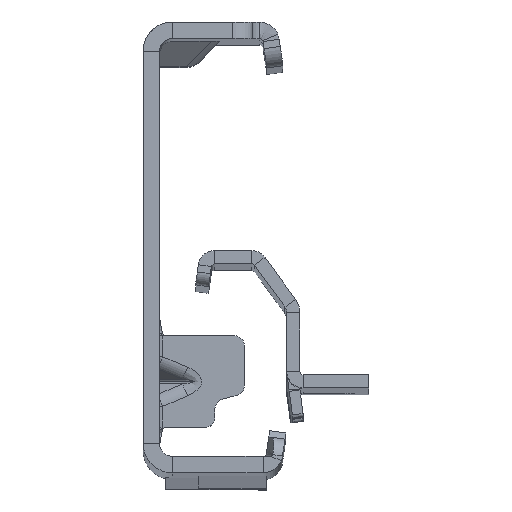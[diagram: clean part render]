
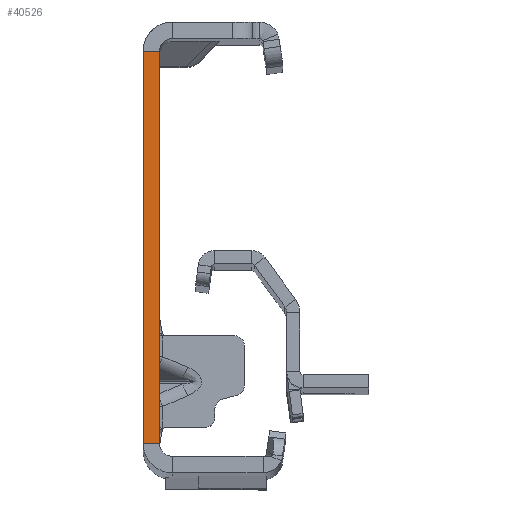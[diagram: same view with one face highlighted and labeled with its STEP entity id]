
A CAD part, top view. The second image highlights one B-rep face of the part: STEP entity #40526.
In plain terms, the highlighted planar face has unit normal (0, 0, 1).
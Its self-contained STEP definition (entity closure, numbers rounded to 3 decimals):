
#2188 = LINE ( 'NONE', #25690, #40068 ) ;
#2596 = DIRECTION ( 'NONE',  ( 0., -1., 0. ) ) ;
#3230 = VERTEX_POINT ( 'NONE', #39542 ) ;
#4897 = DIRECTION ( 'NONE',  ( -1., 0., 0. ) ) ;
#5845 = VERTEX_POINT ( 'NONE', #43900 ) ;
#6232 = EDGE_CURVE ( 'NONE', #5845, #3230, #39714, .T. ) ;
#6888 = VERTEX_POINT ( 'NONE', #33465 ) ;
#8006 = CARTESIAN_POINT ( 'NONE',  ( -2.5, -32., 0. ) ) ;
#10407 = LINE ( 'NONE', #18245, #10761 ) ;
#10761 = VECTOR ( 'NONE', #2596, 1000. ) ;
#12028 = FACE_OUTER_BOUND ( 'NONE', #22673, .T. ) ;
#13820 = VECTOR ( 'NONE', #4897, 1000. ) ;
#18245 = CARTESIAN_POINT ( 'NONE',  ( 0., -32., 0. ) ) ;
#19868 = PLANE ( 'NONE',  #31752 ) ;
#22673 = EDGE_LOOP ( 'NONE', ( #45568, #37920, #43191, #32823 ) ) ;
#23680 = DIRECTION ( 'NONE',  ( 0., 0., 1. ) ) ;
#25690 = CARTESIAN_POINT ( 'NONE',  ( -2.5, -32., 0. ) ) ;
#29248 = DIRECTION ( 'NONE',  ( 0., -1., 0. ) ) ;
#31752 = AXIS2_PLACEMENT_3D ( 'NONE', #8006, #23680, #46160 ) ;
#32153 = CARTESIAN_POINT ( 'NONE',  ( 0., 30., 0. ) ) ;
#32823 = ORIENTED_EDGE ( 'NONE', *, *, #39446, .F. ) ;
#32841 = CARTESIAN_POINT ( 'NONE',  ( 0., -30., 0. ) ) ;
#33160 = EDGE_CURVE ( 'NONE', #3230, #6888, #2188, .T. ) ;
#33465 = CARTESIAN_POINT ( 'NONE',  ( -2.5, -30., 0. ) ) ;
#33587 = VERTEX_POINT ( 'NONE', #34950 ) ;
#34042 = VECTOR ( 'NONE', #35867, 1000. ) ;
#34950 = CARTESIAN_POINT ( 'NONE',  ( 0., -30., 0. ) ) ;
#35867 = DIRECTION ( 'NONE',  ( -1., 0., 0. ) ) ;
#37920 = ORIENTED_EDGE ( 'NONE', *, *, #6232, .T. ) ;
#39446 = EDGE_CURVE ( 'NONE', #33587, #6888, #43978, .T. ) ;
#39542 = CARTESIAN_POINT ( 'NONE',  ( -2.5, 30., 0. ) ) ;
#39714 = LINE ( 'NONE', #32153, #13820 ) ;
#40068 = VECTOR ( 'NONE', #29248, 1000. ) ;
#40526 = ADVANCED_FACE ( 'NONE', ( #12028 ), #19868, .T. ) ;
#43191 = ORIENTED_EDGE ( 'NONE', *, *, #33160, .T. ) ;
#43900 = CARTESIAN_POINT ( 'NONE',  ( 0., 30., 0. ) ) ;
#43978 = LINE ( 'NONE', #32841, #34042 ) ;
#45568 = ORIENTED_EDGE ( 'NONE', *, *, #46872, .F. ) ;
#46160 = DIRECTION ( 'NONE',  ( 1., 0., 0. ) ) ;
#46872 = EDGE_CURVE ( 'NONE', #5845, #33587, #10407, .T. ) ;
